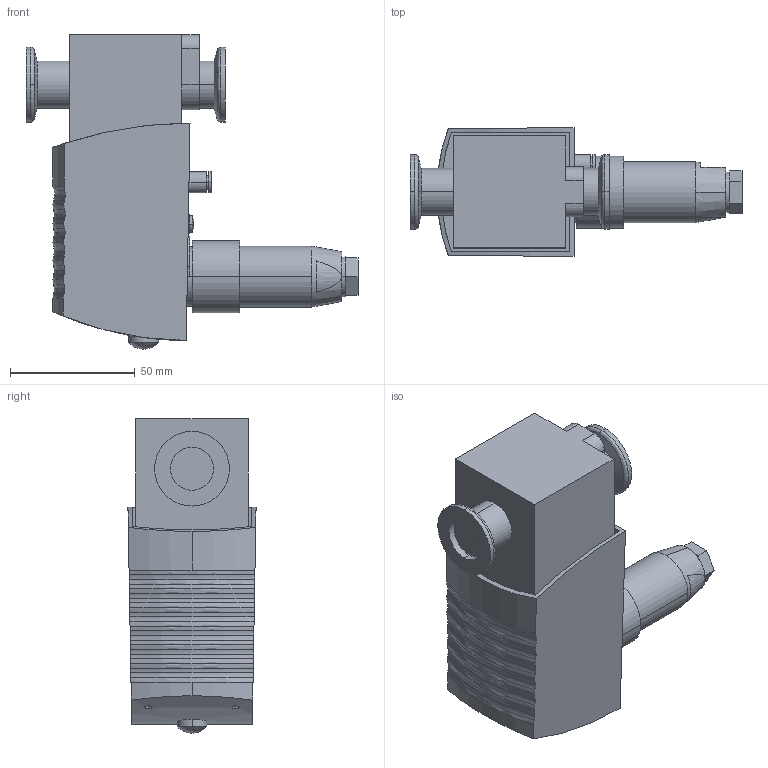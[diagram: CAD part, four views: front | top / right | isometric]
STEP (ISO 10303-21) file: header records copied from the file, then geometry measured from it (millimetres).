
FILE_DESCRIPTION (( 'STEP AP214' ), '1' );
FILE_NAME ('PFD38234.step', '2017-07-10T11:14:44', ( 'install' ), ( '' ), 'SwSTEP 2.0', 'SolidWorks 2015', '' );
FILE_SCHEMA (( 'AUTOMOTIVE_DESIGN' ));
Length unit declared in the file: millimetre
Products named in the file (1): PFD38234
Bounding box: 133.2 x 51.4 x 126.1 mm (x, y, z)
Volume: 326071.8 mm3; surface area: 48940.1 mm2
Topology: 2 solids, 2 shells, 178 faces, 432 edges, 279 vertices
Faces by surface type: plane 73, cylinder 63, bspline 18, torus 14, cone 7, sphere 3
Entity records: 6491 total; most frequent: CARTESIAN_POINT 1935, ORIENTED_EDGE 846, DIRECTION 830, EDGE_CURVE 423, AXIS2_PLACEMENT_3D 335, VERTEX_POINT 274, EDGE_LOOP 203, ADVANCED_FACE 177
